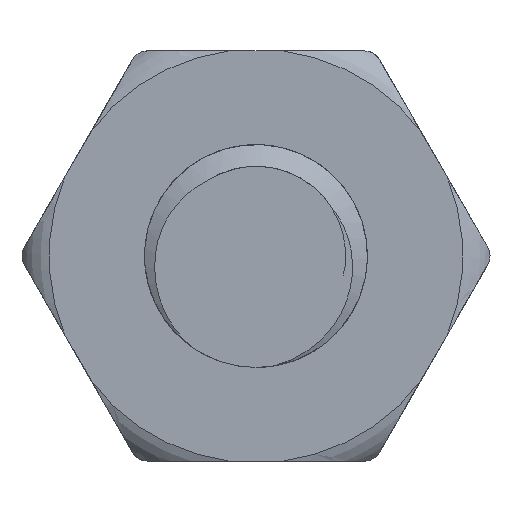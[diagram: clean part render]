
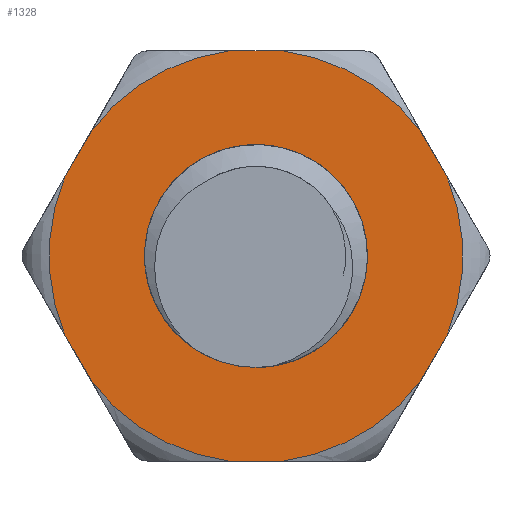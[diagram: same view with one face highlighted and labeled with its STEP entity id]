
A CAD part, front view. The second image highlights one B-rep face of the part: STEP entity #1328.
In plain terms, the highlighted planar face has unit normal (0, -1, 0).
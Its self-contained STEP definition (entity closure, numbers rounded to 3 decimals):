
#32=FACE_BOUND('',#179,.T.);
#35=PLANE('',#1438);
#50=CIRCLE('',#1427,1.25);
#58=CIRCLE('',#1439,2.32);
#59=CIRCLE('',#1440,2.32);
#60=CIRCLE('',#1441,2.32);
#61=CIRCLE('',#1442,2.32);
#62=CIRCLE('',#1443,2.32);
#63=CIRCLE('',#1444,2.32);
#103=FACE_OUTER_BOUND('',#178,.T.);
#178=EDGE_LOOP('',(#1000,#1001,#1002,#1003,#1004,#1005,#1006,#1007,#1008,
#1009,#1010,#1011));
#179=EDGE_LOOP('',(#1012));
#385=LINE('',#6482,#453);
#386=LINE('',#6486,#454);
#387=LINE('',#6490,#455);
#388=LINE('',#6494,#456);
#389=LINE('',#6498,#457);
#390=LINE('',#6502,#458);
#453=VECTOR('',#1631,0.606);
#454=VECTOR('',#1634,0.606);
#455=VECTOR('',#1637,0.606);
#456=VECTOR('',#1640,0.606);
#457=VECTOR('',#1643,0.606);
#458=VECTOR('',#1646,0.606);
#557=VERTEX_POINT('',#6312);
#577=VERTEX_POINT('',#6480);
#578=VERTEX_POINT('',#6481);
#579=VERTEX_POINT('',#6483);
#580=VERTEX_POINT('',#6485);
#581=VERTEX_POINT('',#6487);
#582=VERTEX_POINT('',#6489);
#583=VERTEX_POINT('',#6491);
#584=VERTEX_POINT('',#6493);
#585=VERTEX_POINT('',#6495);
#586=VERTEX_POINT('',#6497);
#587=VERTEX_POINT('',#6499);
#588=VERTEX_POINT('',#6501);
#727=EDGE_CURVE('',#557,#557,#50,.F.);
#753=EDGE_CURVE('',#577,#578,#385,.T.);
#754=EDGE_CURVE('',#577,#579,#58,.F.);
#755=EDGE_CURVE('',#580,#579,#386,.T.);
#756=EDGE_CURVE('',#580,#581,#59,.F.);
#757=EDGE_CURVE('',#582,#581,#387,.T.);
#758=EDGE_CURVE('',#582,#583,#60,.F.);
#759=EDGE_CURVE('',#584,#583,#388,.T.);
#760=EDGE_CURVE('',#584,#585,#61,.F.);
#761=EDGE_CURVE('',#586,#585,#389,.T.);
#762=EDGE_CURVE('',#586,#587,#62,.F.);
#763=EDGE_CURVE('',#588,#587,#390,.T.);
#764=EDGE_CURVE('',#588,#578,#63,.F.);
#1000=ORIENTED_EDGE('',*,*,#753,.F.);
#1001=ORIENTED_EDGE('',*,*,#754,.T.);
#1002=ORIENTED_EDGE('',*,*,#755,.F.);
#1003=ORIENTED_EDGE('',*,*,#756,.T.);
#1004=ORIENTED_EDGE('',*,*,#757,.F.);
#1005=ORIENTED_EDGE('',*,*,#758,.T.);
#1006=ORIENTED_EDGE('',*,*,#759,.F.);
#1007=ORIENTED_EDGE('',*,*,#760,.T.);
#1008=ORIENTED_EDGE('',*,*,#761,.F.);
#1009=ORIENTED_EDGE('',*,*,#762,.T.);
#1010=ORIENTED_EDGE('',*,*,#763,.F.);
#1011=ORIENTED_EDGE('',*,*,#764,.T.);
#1012=ORIENTED_EDGE('',*,*,#727,.F.);
#1328=ADVANCED_FACE('',(#103,#32),#35,.F.);
#1427=AXIS2_PLACEMENT_3D('',#6313,#1598,#1599);
#1438=AXIS2_PLACEMENT_3D('',#6479,#1629,#1630);
#1439=AXIS2_PLACEMENT_3D('',#6484,#1632,#1633);
#1440=AXIS2_PLACEMENT_3D('',#6488,#1635,#1636);
#1441=AXIS2_PLACEMENT_3D('',#6492,#1638,#1639);
#1442=AXIS2_PLACEMENT_3D('',#6496,#1641,#1642);
#1443=AXIS2_PLACEMENT_3D('',#6500,#1644,#1645);
#1444=AXIS2_PLACEMENT_3D('',#6503,#1647,#1648);
#1598=DIRECTION('center_axis',(0.,1.,0.));
#1599=DIRECTION('ref_axis',(0.,0.,1.));
#1629=DIRECTION('center_axis',(0.,1.,0.));
#1630=DIRECTION('ref_axis',(0.,0.,1.));
#1631=DIRECTION('',(1.,0.,0.));
#1632=DIRECTION('center_axis',(0.,1.,0.));
#1633=DIRECTION('ref_axis',(0.,0.,1.));
#1634=DIRECTION('',(0.5,0.,0.866));
#1635=DIRECTION('center_axis',(0.,1.,0.));
#1636=DIRECTION('ref_axis',(0.,0.,1.));
#1637=DIRECTION('',(-0.5,0.,0.866));
#1638=DIRECTION('center_axis',(0.,1.,0.));
#1639=DIRECTION('ref_axis',(0.,0.,1.));
#1640=DIRECTION('',(-1.,0.,0.));
#1641=DIRECTION('center_axis',(0.,1.,0.));
#1642=DIRECTION('ref_axis',(0.,0.,1.));
#1643=DIRECTION('',(-0.5,0.,-0.866));
#1644=DIRECTION('center_axis',(0.,1.,0.));
#1645=DIRECTION('ref_axis',(0.,0.,1.));
#1646=DIRECTION('',(0.5,0.,-0.866));
#1647=DIRECTION('center_axis',(0.,1.,0.));
#1648=DIRECTION('ref_axis',(0.,0.,1.));
#6312=CARTESIAN_POINT('',(0.,0.,-1.25));
#6313=CARTESIAN_POINT('Origin',(0.,0.,0.));
#6479=CARTESIAN_POINT('Origin',(0.,0.,0.));
#6480=CARTESIAN_POINT('',(-0.303,0.,2.3));
#6481=CARTESIAN_POINT('',(0.303,0.,2.3));
#6482=CARTESIAN_POINT('',(-0.303,0.,2.3));
#6483=CARTESIAN_POINT('',(-1.84,0.,1.413));
#6484=CARTESIAN_POINT('Origin',(0.,0.,0.));
#6485=CARTESIAN_POINT('',(-2.143,0.,0.887));
#6486=CARTESIAN_POINT('',(-2.143,0.,0.887));
#6487=CARTESIAN_POINT('',(-2.143,0.,-0.887));
#6488=CARTESIAN_POINT('Origin',(0.,0.,0.));
#6489=CARTESIAN_POINT('',(-1.84,0.,-1.413));
#6490=CARTESIAN_POINT('',(-1.84,0.,-1.413));
#6491=CARTESIAN_POINT('',(-0.303,0.,-2.3));
#6492=CARTESIAN_POINT('Origin',(0.,0.,0.));
#6493=CARTESIAN_POINT('',(0.303,0.,-2.3));
#6494=CARTESIAN_POINT('',(0.303,0.,-2.3));
#6495=CARTESIAN_POINT('',(1.84,0.,-1.413));
#6496=CARTESIAN_POINT('Origin',(0.,0.,0.));
#6497=CARTESIAN_POINT('',(2.143,0.,-0.887));
#6498=CARTESIAN_POINT('',(2.143,0.,-0.887));
#6499=CARTESIAN_POINT('',(2.143,0.,0.887));
#6500=CARTESIAN_POINT('Origin',(0.,0.,0.));
#6501=CARTESIAN_POINT('',(1.84,0.,1.413));
#6502=CARTESIAN_POINT('',(1.84,0.,1.413));
#6503=CARTESIAN_POINT('Origin',(0.,0.,0.));
